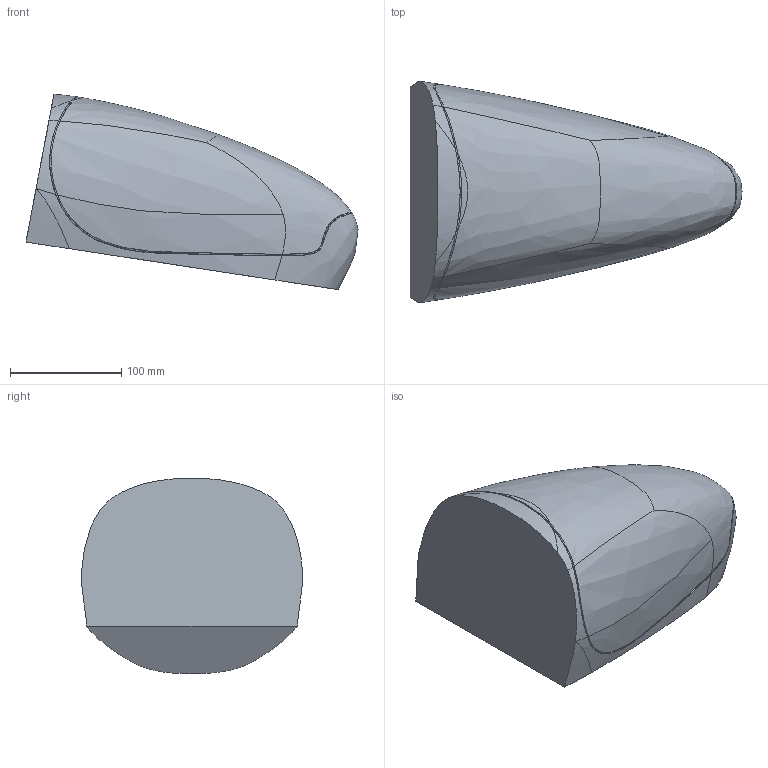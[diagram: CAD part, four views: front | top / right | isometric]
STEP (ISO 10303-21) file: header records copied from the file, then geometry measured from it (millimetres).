
FILE_DESCRIPTION(/* description */ (''),/* implementation_level */ '2;1');
FILE_NAME(/* name */ 'XCR Head DX.1.15 Visor + Cuts v3.step',/* time_stamp */ '2024-04-17T13:30:43+10:00',/* author */ (''),/* organization */ (''),/* preprocessor_version */ 'ST-DEVELOPER v20',/* originating_system */ 'Autodesk Translation Framework v12.20.1.177',/* authorisation */ '');
FILE_SCHEMA (('AP203_CONFIGURATION_CONTROLLED_3D_DESIGN_OF_MECHANICAL_PARTS_AND_ASSEMBLIES_MIM_LF { 1 0 10303 203 3 1 4 }','AUTOMOTIVE_DESIGN { 1 0 10303 214 3 1 1 }'));
Length unit declared in the file: millimetre
Products named in the file (1): XCR Head DX.1.15 Visor + Cuts
Bounding box: 297.99 x 198.58 x 175.31 mm (x, y, z)
Volume: 4360229 mm3; surface area: 160958.7 mm2
Topology: 1 solids, 1 shells, 47 faces, 141 edges, 96 vertices
Faces by surface type: bspline 45, plane 2
Entity records: 7863 total; most frequent: CARTESIAN_POINT 6889, ORIENTED_EDGE 282, EDGE_CURVE 141, B_SPLINE_CURVE_WITH_KNOTS 122, VERTEX_POINT 96, FACE_OUTER_BOUND 47, EDGE_LOOP 47, ADVANCED_FACE 47
